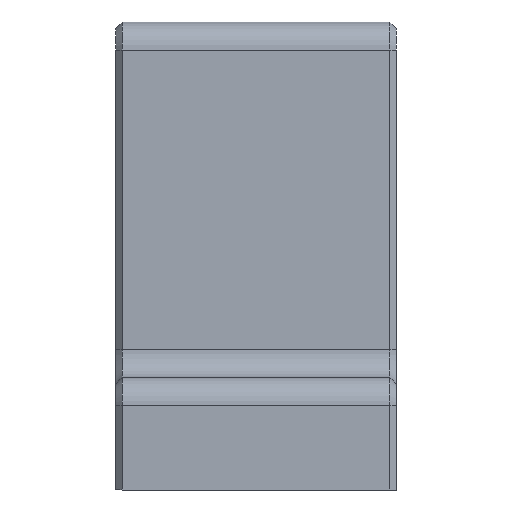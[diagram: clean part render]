
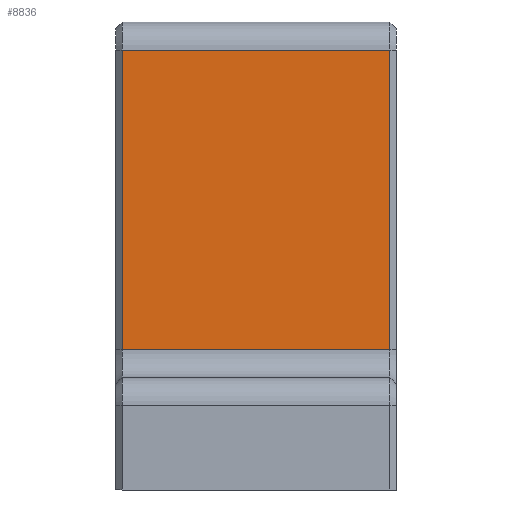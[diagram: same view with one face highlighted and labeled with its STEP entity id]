
A CAD part, front view. The second image highlights one B-rep face of the part: STEP entity #8836.
In plain terms, the highlighted planar face has unit normal (0, -1, 0).
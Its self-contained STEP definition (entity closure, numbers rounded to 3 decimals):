
#8353=CARTESIAN_POINT('',(-14.3,-25.0,15.));
#8354=VERTEX_POINT('',#8353);
#8378=CARTESIAN_POINT('',(-14.3,-25.,47.));
#8379=VERTEX_POINT('',#8378);
#8388=CARTESIAN_POINT('',(-14.3,-25.0,15.));
#8389=DIRECTION('',(0.0,0.0,1.0));
#8390=VECTOR('',#8389,32.0);
#8391=LINE('',#8388,#8390);
#8392=EDGE_CURVE('',#8354,#8379,#8391,.T.);
#8794=CARTESIAN_POINT('',(14.3,-25.,47.));
#8795=VERTEX_POINT('',#8794);
#8796=CARTESIAN_POINT('',(14.3,-25.,47.));
#8797=DIRECTION('',(-1.0,0.0,0.0));
#8798=VECTOR('',#8797,28.6);
#8799=LINE('',#8796,#8798);
#8800=EDGE_CURVE('',#8795,#8379,#8799,.T.);
#8813=CARTESIAN_POINT('',(0.0,-25.,50.));
#8814=DIRECTION('',(0.0,1.0,0.0));
#8815=DIRECTION('',(0.0,0.0,1.0));
#8816=AXIS2_PLACEMENT_3D('',#8813,#8814,#8815);
#8817=PLANE('',#8816);
#8818=ORIENTED_EDGE('',*,*,#8392,.F.);
#8819=CARTESIAN_POINT('',(14.3,-25.0,15.));
#8820=VERTEX_POINT('',#8819);
#8821=CARTESIAN_POINT('',(-14.3,-25.0,15.));
#8822=DIRECTION('',(1.0,0.0,0.0));
#8823=VECTOR('',#8822,28.6);
#8824=LINE('',#8821,#8823);
#8825=EDGE_CURVE('',#8354,#8820,#8824,.T.);
#8826=ORIENTED_EDGE('',*,*,#8825,.T.);
#8827=CARTESIAN_POINT('',(14.3,-25.,47.));
#8828=DIRECTION('',(0.0,0.0,-1.0));
#8829=VECTOR('',#8828,32.0);
#8830=LINE('',#8827,#8829);
#8831=EDGE_CURVE('',#8795,#8820,#8830,.T.);
#8832=ORIENTED_EDGE('',*,*,#8831,.F.);
#8833=ORIENTED_EDGE('',*,*,#8800,.T.);
#8834=EDGE_LOOP('',(#8818,#8826,#8832,#8833));
#8835=FACE_OUTER_BOUND('',#8834,.T.);
#8836=ADVANCED_FACE('',(#8835),#8817,.F.);
